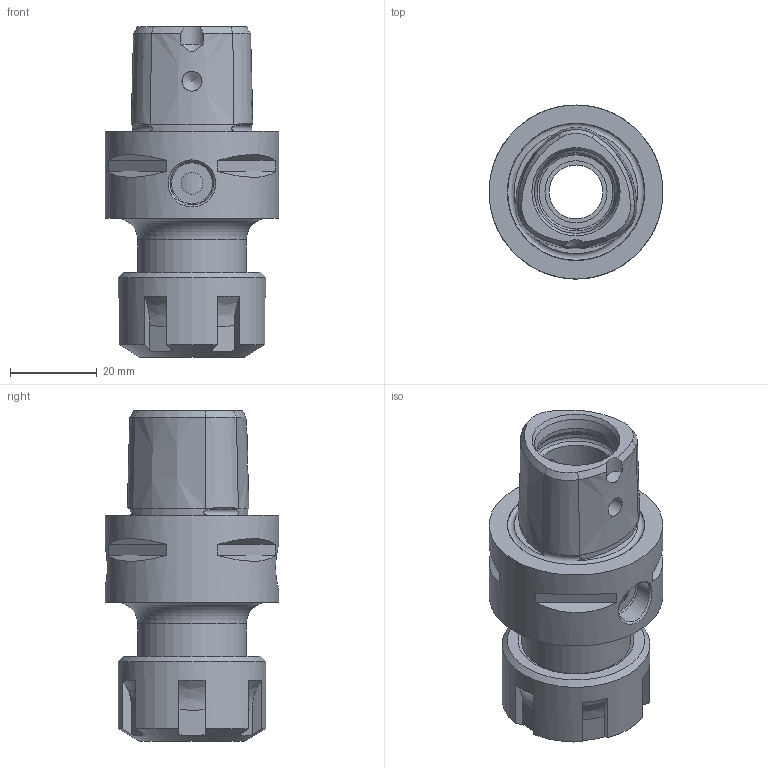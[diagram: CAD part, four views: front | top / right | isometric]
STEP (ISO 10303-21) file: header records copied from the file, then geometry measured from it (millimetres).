
FILE_DESCRIPTION(/* description */ (''),/* implementation_level */ '2;1');
FILE_NAME(/* name */ '04_13_20.stp',/* time_stamp */ '2022-06-02T08:13:36+02:00',/* author */ ('cad'),/* organization */ (''),/* preprocessor_version */ 'ST-DEVELOPER v18.1',/* originating_system */ 'Autodesk Inventor 2021',/* authorisation */ '');
FILE_SCHEMA (('AUTOMOTIVE_DESIGN { 1 0 10303 214 3 1 1 }'));
Length unit declared in the file: inch
Products named in the file (1): 04_13_20_Shrinkwrap_1
Bounding box: 40 x 40 x 76 mm (x, y, z)
Volume: 43085 mm3; surface area: 15509.2 mm2
Topology: 1 solids, 1 shells, 130 faces, 353 edges, 237 vertices
Faces by surface type: plane 49, cone 35, cylinder 35, bspline 7, torus 4
Full cylindrical faces by diameter (mm): 4.6 x2, 5 x1, 9 x1, 10 x1, 12.376 x1, 13.5 x1, 14.3 x1, 15.4 x1, 18 x2, 20 x1, 20.5 x1, 22 x1, 23.376 x1, 25 x1, 25.5 x1, 34 x1, 40 x1
Entity records: 4892 total; most frequent: CARTESIAN_POINT 1450, ORIENTED_EDGE 702, DIRECTION 682, EDGE_CURVE 351, AXIS2_PLACEMENT_3D 290, VERTEX_POINT 238, CIRCLE 158, EDGE_LOOP 149
